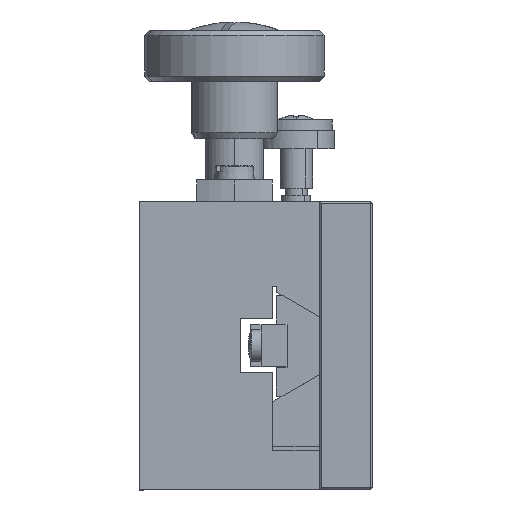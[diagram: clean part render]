
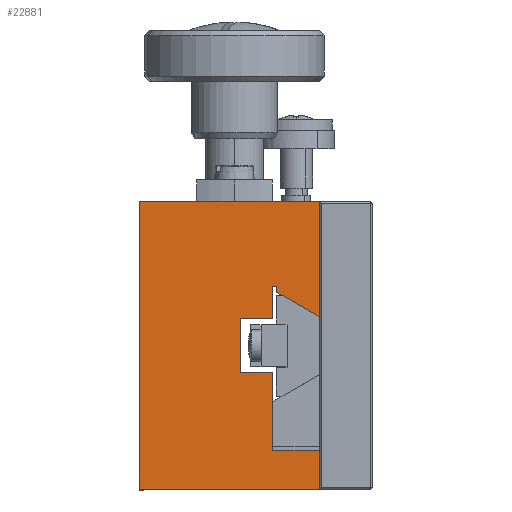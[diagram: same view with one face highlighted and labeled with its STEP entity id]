
A CAD part, left-side view. The second image highlights one B-rep face of the part: STEP entity #22881.
In plain terms, the highlighted planar face has unit normal (-1, 0, 0).
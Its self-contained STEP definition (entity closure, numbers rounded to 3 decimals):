
#827 = PLANE ( 'NONE',  #20258 ) ;
#828 = CARTESIAN_POINT ( 'NONE',  ( -64.289, -5.157, 20. ) ) ;
#829 = DIRECTION ( 'NONE',  ( -1., 0., 0. ) ) ;
#830 = DIRECTION ( 'NONE',  ( 0., 0., 1. ) ) ;
#1405 = EDGE_LOOP ( 'NONE', ( #13001, #12376, #12979, #12977, #13015, #13021, #12729, #12355, #12991, #12727, #12996, #12696, #12756, #13000 ) ) ;
#1925 = DIRECTION ( 'NONE',  ( 0., -1., 0. ) ) ;
#1968 = LINE ( 'NONE', #2076, #15714 ) ;
#2076 = CARTESIAN_POINT ( 'NONE',  ( -64.289, -5.157, -3.75 ) ) ;
#5447 = EDGE_CURVE ( 'NONE', #12588, #12585, #1968, .T. ) ;
#5571 = EDGE_CURVE ( 'NONE', #12478, #12477, #17104, .T. ) ;
#9504 = CARTESIAN_POINT ( 'NONE',  ( -64.289, 1.343, 8.276 ) ) ;
#9507 = CARTESIAN_POINT ( 'NONE',  ( -64.289, 1.343, -14.5 ) ) ;
#9512 = CARTESIAN_POINT ( 'NONE',  ( -64.289, -5.157, -14.5 ) ) ;
#9513 = CARTESIAN_POINT ( 'NONE',  ( -64.289, 1.343, 3.75 ) ) ;
#9514 = CARTESIAN_POINT ( 'NONE',  ( -64.289, -5.157, -20. ) ) ;
#9516 = CARTESIAN_POINT ( 'NONE',  ( -64.289, -5.157, 4. ) ) ;
#9522 = CARTESIAN_POINT ( 'NONE',  ( -64.289, -5.157, 20. ) ) ;
#9523 = CARTESIAN_POINT ( 'NONE',  ( -64.289, 0.743, 7.406 ) ) ;
#9530 = CARTESIAN_POINT ( 'NONE',  ( -64.289, 19.843, -20. ) ) ;
#9531 = CARTESIAN_POINT ( 'NONE',  ( -64.289, 19.843, 20. ) ) ;
#9638 = CARTESIAN_POINT ( 'NONE',  ( -64.289, 1.343, -3.75 ) ) ;
#9641 = CARTESIAN_POINT ( 'NONE',  ( -64.289, 5.843, -3.75 ) ) ;
#9721 = CARTESIAN_POINT ( 'NONE',  ( -64.289, 5.843, 3.75 ) ) ;
#9726 = CARTESIAN_POINT ( 'NONE',  ( -64.289, 0.743, 8.276 ) ) ;
#11138 = LINE ( 'NONE', #11139, #20770 ) ;
#11139 = CARTESIAN_POINT ( 'NONE',  ( -64.289, -5.157, 3.75 ) ) ;
#11140 = DIRECTION ( 'NONE',  ( 0., 1., 0. ) ) ;
#11141 = LINE ( 'NONE', #11142, #20769 ) ;
#11142 = CARTESIAN_POINT ( 'NONE',  ( -64.289, 5.843, 20. ) ) ;
#11143 = DIRECTION ( 'NONE',  ( 0., 0., -1. ) ) ;
#11144 = LINE ( 'NONE', #11145, #20767 ) ;
#11145 = CARTESIAN_POINT ( 'NONE',  ( -64.289, 1.343, 7.753 ) ) ;
#11146 = DIRECTION ( 'NONE',  ( 0., 0., 1. ) ) ;
#11147 = LINE ( 'NONE', #11148, #20766 ) ;
#11148 = CARTESIAN_POINT ( 'NONE',  ( -64.289, 1.343, -14.5 ) ) ;
#11149 = DIRECTION ( 'NONE',  ( 0., 1., 0. ) ) ;
#11150 = LINE ( 'NONE', #11151, #20764 ) ;
#11151 = CARTESIAN_POINT ( 'NONE',  ( -64.289, -5.157, -14.5 ) ) ;
#11152 = DIRECTION ( 'NONE',  ( 0., 0., 1. ) ) ;
#11153 = LINE ( 'NONE', #11154, #20763 ) ;
#11154 = CARTESIAN_POINT ( 'NONE',  ( -64.289, -5.157, -20. ) ) ;
#11155 = DIRECTION ( 'NONE',  ( 0., -1., 0. ) ) ;
#11156 = LINE ( 'NONE', #11157, #20762 ) ;
#11157 = CARTESIAN_POINT ( 'NONE',  ( -64.289, -5.157, 20. ) ) ;
#11158 = DIRECTION ( 'NONE',  ( 0., 0., 1. ) ) ;
#11159 = LINE ( 'NONE', #11160, #20759 ) ;
#11160 = CARTESIAN_POINT ( 'NONE',  ( -64.289, 1.343, 7.753 ) ) ;
#11161 = DIRECTION ( 'NONE',  ( 0., 0., 1. ) ) ;
#11162 = LINE ( 'NONE', #11163, #20758 ) ;
#11163 = CARTESIAN_POINT ( 'NONE',  ( -64.289, 1.343, 8.276 ) ) ;
#11164 = DIRECTION ( 'NONE',  ( 0., 1., 0. ) ) ;
#11168 = LINE ( 'NONE', #11169, #20756 ) ;
#11169 = CARTESIAN_POINT ( 'NONE',  ( -64.289, 0.743, 8.276 ) ) ;
#11170 = DIRECTION ( 'NONE',  ( 0., 0., 1. ) ) ;
#11180 = LINE ( 'NONE', #11181, #20749 ) ;
#11181 = CARTESIAN_POINT ( 'NONE',  ( -64.289, -5.157, 4. ) ) ;
#11182 = DIRECTION ( 'NONE',  ( 0., -0.866, -0.5 ) ) ;
#11201 = LINE ( 'NONE', #11202, #20736 ) ;
#11202 = CARTESIAN_POINT ( 'NONE',  ( -64.289, 19.843, 20. ) ) ;
#11203 = DIRECTION ( 'NONE',  ( 0., 1., 0. ) ) ;
#12355 = ORIENTED_EDGE ( 'NONE', *, *, #22607, .T. ) ;
#12376 = ORIENTED_EDGE ( 'NONE', *, *, #22610, .F. ) ;
#12450 = VERTEX_POINT ( 'NONE', #9504 ) ;
#12453 = VERTEX_POINT ( 'NONE', #9507 ) ;
#12459 = VERTEX_POINT ( 'NONE', #9512 ) ;
#12460 = VERTEX_POINT ( 'NONE', #9513 ) ;
#12461 = VERTEX_POINT ( 'NONE', #9514 ) ;
#12463 = VERTEX_POINT ( 'NONE', #9516 ) ;
#12469 = VERTEX_POINT ( 'NONE', #9522 ) ;
#12470 = VERTEX_POINT ( 'NONE', #9523 ) ;
#12477 = VERTEX_POINT ( 'NONE', #9530 ) ;
#12478 = VERTEX_POINT ( 'NONE', #9531 ) ;
#12585 = VERTEX_POINT ( 'NONE', #9638 ) ;
#12588 = VERTEX_POINT ( 'NONE', #9641 ) ;
#12696 = ORIENTED_EDGE ( 'NONE', *, *, #5447, .F. ) ;
#12727 = ORIENTED_EDGE ( 'NONE', *, *, #22605, .T. ) ;
#12729 = ORIENTED_EDGE ( 'NONE', *, *, #5571, .T. ) ;
#12756 = ORIENTED_EDGE ( 'NONE', *, *, #22603, .F. ) ;
#12761 = VERTEX_POINT ( 'NONE', #9721 ) ;
#12767 = VERTEX_POINT ( 'NONE', #9726 ) ;
#12977 = ORIENTED_EDGE ( 'NONE', *, *, #22616, .T. ) ;
#12979 = ORIENTED_EDGE ( 'NONE', *, *, #22612, .F. ) ;
#12991 = ORIENTED_EDGE ( 'NONE', *, *, #22606, .T. ) ;
#12996 = ORIENTED_EDGE ( 'NONE', *, *, #22604, .T. ) ;
#13000 = ORIENTED_EDGE ( 'NONE', *, *, #22602, .F. ) ;
#13001 = ORIENTED_EDGE ( 'NONE', *, *, #22609, .T. ) ;
#13015 = ORIENTED_EDGE ( 'NONE', *, *, #22608, .T. ) ;
#13021 = ORIENTED_EDGE ( 'NONE', *, *, #22622, .T. ) ;
#15714 = VECTOR ( 'NONE', #1925, 1000. ) ;
#16126 = VECTOR ( 'NONE', #17106, 1000. ) ;
#17104 = LINE ( 'NONE', #17105, #16126 ) ;
#17105 = CARTESIAN_POINT ( 'NONE',  ( -64.289, 19.843, -20. ) ) ;
#17106 = DIRECTION ( 'NONE',  ( 0., 0., -1. ) ) ;
#17528 = FACE_OUTER_BOUND ( 'NONE', #1405, .T. ) ;
#20258 = AXIS2_PLACEMENT_3D ( 'NONE', #828, #829, #830 ) ;
#20736 = VECTOR ( 'NONE', #11203, 1000. ) ;
#20749 = VECTOR ( 'NONE', #11182, 1000. ) ;
#20756 = VECTOR ( 'NONE', #11170, 1000. ) ;
#20758 = VECTOR ( 'NONE', #11164, 1000. ) ;
#20759 = VECTOR ( 'NONE', #11161, 1000. ) ;
#20762 = VECTOR ( 'NONE', #11158, 1000. ) ;
#20763 = VECTOR ( 'NONE', #11155, 1000. ) ;
#20764 = VECTOR ( 'NONE', #11152, 1000. ) ;
#20766 = VECTOR ( 'NONE', #11149, 1000. ) ;
#20767 = VECTOR ( 'NONE', #11146, 1000. ) ;
#20769 = VECTOR ( 'NONE', #11143, 1000. ) ;
#20770 = VECTOR ( 'NONE', #11140, 1000. ) ;
#22602 = EDGE_CURVE ( 'NONE', #12460, #12761, #11138, .T. ) ;
#22603 = EDGE_CURVE ( 'NONE', #12761, #12588, #11141, .T. ) ;
#22604 = EDGE_CURVE ( 'NONE', #12453, #12585, #11144, .T. ) ;
#22605 = EDGE_CURVE ( 'NONE', #12459, #12453, #11147, .T. ) ;
#22606 = EDGE_CURVE ( 'NONE', #12461, #12459, #11150, .T. ) ;
#22607 = EDGE_CURVE ( 'NONE', #12477, #12461, #11153, .T. ) ;
#22608 = EDGE_CURVE ( 'NONE', #12463, #12469, #11156, .T. ) ;
#22609 = EDGE_CURVE ( 'NONE', #12460, #12450, #11159, .T. ) ;
#22610 = EDGE_CURVE ( 'NONE', #12767, #12450, #11162, .T. ) ;
#22612 = EDGE_CURVE ( 'NONE', #12470, #12767, #11168, .T. ) ;
#22616 = EDGE_CURVE ( 'NONE', #12470, #12463, #11180, .T. ) ;
#22622 = EDGE_CURVE ( 'NONE', #12469, #12478, #11201, .T. ) ;
#22881 = ADVANCED_FACE ( 'NONE', ( #17528 ), #827, .T. ) ;
